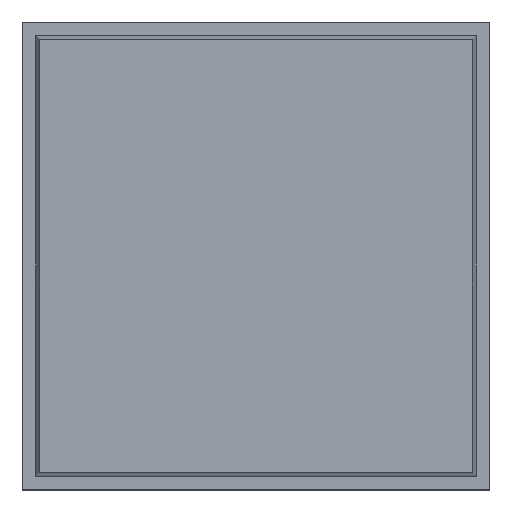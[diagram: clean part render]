
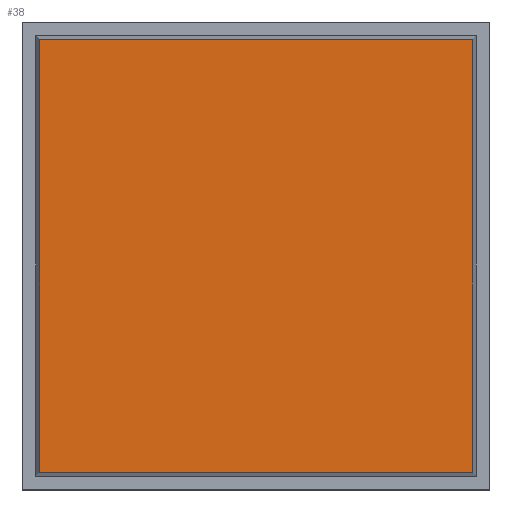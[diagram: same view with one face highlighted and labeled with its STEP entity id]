
A CAD part, top view. The second image highlights one B-rep face of the part: STEP entity #38.
In plain terms, the highlighted planar face has unit normal (0, 0, 1).
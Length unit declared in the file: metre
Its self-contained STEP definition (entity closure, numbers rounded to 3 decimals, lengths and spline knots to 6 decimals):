
#1 = PLANE ( 'NONE',  #496 ) ;
#38 = ADVANCED_FACE ( 'NONE', ( #250 ), #1, .T. ) ;
#57 = CARTESIAN_POINT ( 'NONE',  ( -0.275, 0.275, 0.0236 ) ) ;
#65 = CARTESIAN_POINT ( 'NONE',  ( -0.275, 0.275, 0.0236 ) ) ;
#74 = LINE ( 'NONE', #480, #387 ) ;
#88 = VERTEX_POINT ( 'NONE', #643 ) ;
#111 = VERTEX_POINT ( 'NONE', #301 ) ;
#124 = DIRECTION ( 'NONE',  ( -1., 0., 0. ) ) ;
#150 = EDGE_LOOP ( 'NONE', ( #247, #252, #478, #626 ) ) ;
#174 = LINE ( 'NONE', #336, #281 ) ;
#180 = CARTESIAN_POINT ( 'NONE',  ( 0.275, -0.275, 0.0236 ) ) ;
#247 = ORIENTED_EDGE ( 'NONE', *, *, #320, .F. ) ;
#250 = FACE_OUTER_BOUND ( 'NONE', #150, .T. ) ;
#252 = ORIENTED_EDGE ( 'NONE', *, *, #599, .F. ) ;
#273 = LINE ( 'NONE', #629, #631 ) ;
#281 = VECTOR ( 'NONE', #124, 1. ) ;
#288 = DIRECTION ( 'NONE',  ( 0., 0., 1. ) ) ;
#301 = CARTESIAN_POINT ( 'NONE',  ( -0.275, -0.275, 0.0236 ) ) ;
#320 = EDGE_CURVE ( 'NONE', #88, #468, #74, .T. ) ;
#336 = CARTESIAN_POINT ( 'NONE',  ( -0.275, -0.275, 0.0236 ) ) ;
#339 = CARTESIAN_POINT ( 'NONE',  ( 0., 0., 0.0236 ) ) ;
#387 = VECTOR ( 'NONE', #476, 1. ) ;
#404 = LINE ( 'NONE', #57, #527 ) ;
#411 = VERTEX_POINT ( 'NONE', #65 ) ;
#412 = EDGE_CURVE ( 'NONE', #111, #411, #273, .T. ) ;
#446 = DIRECTION ( 'NONE',  ( 0., -1., 0. ) ) ;
#468 = VERTEX_POINT ( 'NONE', #180 ) ;
#476 = DIRECTION ( 'NONE',  ( 0., -1., 0. ) ) ;
#478 = ORIENTED_EDGE ( 'NONE', *, *, #412, .F. ) ;
#480 = CARTESIAN_POINT ( 'NONE',  ( 0.275, 0.275, 0.0236 ) ) ;
#485 = EDGE_CURVE ( 'NONE', #468, #111, #174, .T. ) ;
#496 = AXIS2_PLACEMENT_3D ( 'NONE', #339, #288, #446 ) ;
#511 = DIRECTION ( 'NONE',  ( 1., 0., 0. ) ) ;
#527 = VECTOR ( 'NONE', #511, 1. ) ;
#599 = EDGE_CURVE ( 'NONE', #411, #88, #404, .T. ) ;
#625 = DIRECTION ( 'NONE',  ( 0., 1., 0. ) ) ;
#626 = ORIENTED_EDGE ( 'NONE', *, *, #485, .F. ) ;
#629 = CARTESIAN_POINT ( 'NONE',  ( -0.275, 0.275, 0.0236 ) ) ;
#631 = VECTOR ( 'NONE', #625, 1. ) ;
#643 = CARTESIAN_POINT ( 'NONE',  ( 0.275, 0.275, 0.0236 ) ) ;
